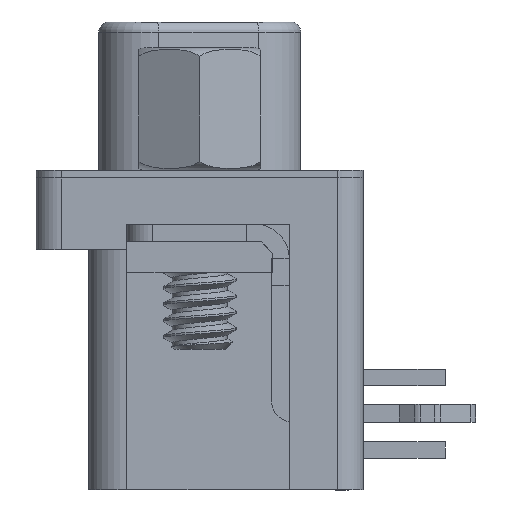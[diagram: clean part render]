
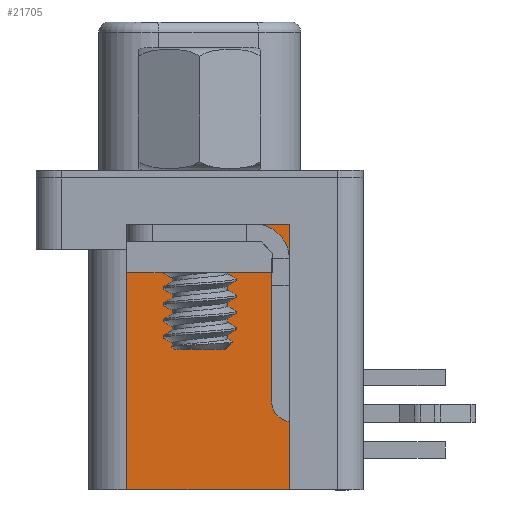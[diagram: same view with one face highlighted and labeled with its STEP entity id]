
A CAD part, left-side view. The second image highlights one B-rep face of the part: STEP entity #21705.
In plain terms, the highlighted face is planar.
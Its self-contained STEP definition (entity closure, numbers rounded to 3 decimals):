
#54 = EDGE_CURVE ( 'NONE', #16521, #3679, #1849, .T. ) ;
#760 = CARTESIAN_POINT ( 'NONE',  ( 8.85, 0.25, 0. ) ) ;
#1034 = ORIENTED_EDGE ( 'NONE', *, *, #5732, .T. ) ;
#1072 = ORIENTED_EDGE ( 'NONE', *, *, #5942, .F. ) ;
#1294 = CARTESIAN_POINT ( 'NONE',  ( 8.85, -9.15, 0. ) ) ;
#1402 = LINE ( 'NONE', #1294, #13020 ) ;
#1422 = LINE ( 'NONE', #6866, #22316 ) ;
#1849 = LINE ( 'NONE', #15649, #14049 ) ;
#2248 = ORIENTED_EDGE ( 'NONE', *, *, #16255, .F. ) ;
#3290 = CARTESIAN_POINT ( 'NONE',  ( 8.85, 1.25, 2.9 ) ) ;
#3679 = VERTEX_POINT ( 'NONE', #18315 ) ;
#5732 = EDGE_CURVE ( 'NONE', #12871, #16521, #1422, .T. ) ;
#5888 = DIRECTION ( 'NONE',  ( 0., 0., -1. ) ) ;
#5942 = EDGE_CURVE ( 'NONE', #10760, #7361, #16587, .T. ) ;
#6103 = PLANE ( 'NONE',  #17259 ) ;
#6866 = CARTESIAN_POINT ( 'NONE',  ( 8.85, 1.25, 9.25 ) ) ;
#7361 = VERTEX_POINT ( 'NONE', #11864 ) ;
#7628 = CARTESIAN_POINT ( 'NONE',  ( 8.85, 1.25, 9.25 ) ) ;
#8013 = ORIENTED_EDGE ( 'NONE', *, *, #54, .T. ) ;
#9711 = LINE ( 'NONE', #7628, #12220 ) ;
#10760 = VERTEX_POINT ( 'NONE', #3290 ) ;
#11260 = CARTESIAN_POINT ( 'NONE',  ( 8.85, 0.25, 9.25 ) ) ;
#11430 = DIRECTION ( 'NONE',  ( 0., 0., -1. ) ) ;
#11544 = DIRECTION ( 'NONE',  ( 1., 0., 0. ) ) ;
#11864 = CARTESIAN_POINT ( 'NONE',  ( 8.85, -9.15, 2.9 ) ) ;
#12092 = DIRECTION ( 'NONE',  ( 0., -1., 0. ) ) ;
#12220 = VECTOR ( 'NONE', #5888, 1000. ) ;
#12871 = VERTEX_POINT ( 'NONE', #21932 ) ;
#13020 = VECTOR ( 'NONE', #22490, 1000. ) ;
#14049 = VECTOR ( 'NONE', #19583, 1000. ) ;
#14402 = EDGE_CURVE ( 'NONE', #12871, #10760, #9711, .T. ) ;
#15149 = ORIENTED_EDGE ( 'NONE', *, *, #14402, .F. ) ;
#15649 = CARTESIAN_POINT ( 'NONE',  ( 8.85, 0.25, 9.25 ) ) ;
#16255 = EDGE_CURVE ( 'NONE', #7361, #3679, #1402, .T. ) ;
#16521 = VERTEX_POINT ( 'NONE', #11260 ) ;
#16587 = LINE ( 'NONE', #18216, #16924 ) ;
#16924 = VECTOR ( 'NONE', #18567, 1000. ) ;
#17259 = AXIS2_PLACEMENT_3D ( 'NONE', #760, #11544, #11430 ) ;
#17540 = EDGE_LOOP ( 'NONE', ( #2248, #1072, #15149, #1034, #8013 ) ) ;
#18216 = CARTESIAN_POINT ( 'NONE',  ( 8.85, 0.25, 2.9 ) ) ;
#18315 = CARTESIAN_POINT ( 'NONE',  ( 8.85, -9.15, 9.25 ) ) ;
#18567 = DIRECTION ( 'NONE',  ( 0., -1., 0. ) ) ;
#19583 = DIRECTION ( 'NONE',  ( 0., -1., 0. ) ) ;
#20342 = FACE_OUTER_BOUND ( 'NONE', #17540, .T. ) ;
#21705 = ADVANCED_FACE ( 'NONE', ( #20342 ), #6103, .T. ) ;
#21932 = CARTESIAN_POINT ( 'NONE',  ( 8.85, 1.25, 9.25 ) ) ;
#22316 = VECTOR ( 'NONE', #12092, 1000. ) ;
#22490 = DIRECTION ( 'NONE',  ( 0., 0., 1. ) ) ;
